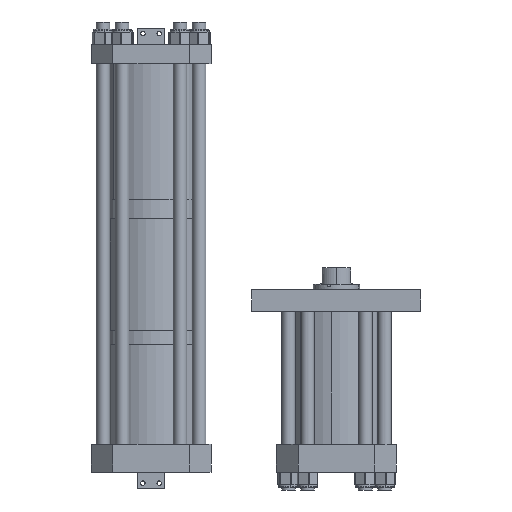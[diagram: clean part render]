
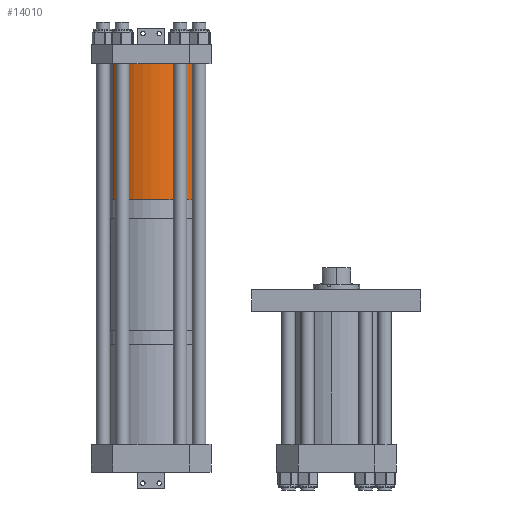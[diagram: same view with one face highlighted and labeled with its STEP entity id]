
A CAD part, front view. The second image highlights one B-rep face of the part: STEP entity #14010.
In plain terms, the highlighted cylindrical face has radius 114.3 mm (diameter 228.6 mm), a partial arc.
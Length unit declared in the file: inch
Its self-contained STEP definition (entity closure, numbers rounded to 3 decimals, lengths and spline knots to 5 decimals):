
#299 = CARTESIAN_POINT ( 'NONE',  ( 0., 0., 12.49 ) ) ;
#335 = DIRECTION ( 'NONE',  ( 0., 0., 1. ) ) ;
#502 = ORIENTED_EDGE ( 'NONE', *, *, #16286, .T. ) ;
#1210 = VECTOR ( 'NONE', #2882, 39.37008 ) ;
#1395 = VERTEX_POINT ( 'NONE', #9226 ) ;
#1669 = CARTESIAN_POINT ( 'NONE',  ( 0., 0., 0. ) ) ;
#1695 = DIRECTION ( 'NONE',  ( -1., 0., 0. ) ) ;
#1697 = AXIS2_PLACEMENT_3D ( 'NONE', #1669, #335, #5816 ) ;
#2217 = ORIENTED_EDGE ( 'NONE', *, *, #12241, .T. ) ;
#2825 = ORIENTED_EDGE ( 'NONE', *, *, #4076, .F. ) ;
#2882 = DIRECTION ( 'NONE',  ( 0., 0., -1. ) ) ;
#3514 = DIRECTION ( 'NONE',  ( 1., 0., 0. ) ) ;
#4076 = EDGE_CURVE ( 'NONE', #1395, #17733, #4594, .T. ) ;
#4479 = FACE_OUTER_BOUND ( 'NONE', #10903, .T. ) ;
#4594 = CIRCLE ( 'NONE', #6169, 4.5 ) ;
#5006 = CARTESIAN_POINT ( 'NONE',  ( -4.5, 0., 12.49 ) ) ;
#5816 = DIRECTION ( 'NONE',  ( 1., 0., 0. ) ) ;
#5827 = VERTEX_POINT ( 'NONE', #13886 ) ;
#6169 = AXIS2_PLACEMENT_3D ( 'NONE', #10746, #9174, #3514 ) ;
#7912 = VERTEX_POINT ( 'NONE', #13960 ) ;
#8472 = CARTESIAN_POINT ( 'NONE',  ( 4.5, 0., 12.49 ) ) ;
#9174 = DIRECTION ( 'NONE',  ( 0., 0., 1. ) ) ;
#9195 = LINE ( 'NONE', #10687, #12038 ) ;
#9226 = CARTESIAN_POINT ( 'NONE',  ( 4.5, 0., 12.49 ) ) ;
#10687 = CARTESIAN_POINT ( 'NONE',  ( -4.5, 0., 12.49 ) ) ;
#10744 = DIRECTION ( 'NONE',  ( 0., 0., -1. ) ) ;
#10746 = CARTESIAN_POINT ( 'NONE',  ( 0., 0., 12.49 ) ) ;
#10903 = EDGE_LOOP ( 'NONE', ( #2825, #502, #2217, #13132 ) ) ;
#11018 = AXIS2_PLACEMENT_3D ( 'NONE', #299, #12734, #1695 ) ;
#12038 = VECTOR ( 'NONE', #10744, 39.37008 ) ;
#12241 = EDGE_CURVE ( 'NONE', #5827, #7912, #16287, .T. ) ;
#12734 = DIRECTION ( 'NONE',  ( 0., 0., -1. ) ) ;
#13132 = ORIENTED_EDGE ( 'NONE', *, *, #17122, .F. ) ;
#13373 = LINE ( 'NONE', #8472, #1210 ) ;
#13886 = CARTESIAN_POINT ( 'NONE',  ( 4.5, 0., 0. ) ) ;
#13960 = CARTESIAN_POINT ( 'NONE',  ( -4.5, 0., 0. ) ) ;
#14010 = ADVANCED_FACE ( 'NONE', ( #4479 ), #15796, .T. ) ;
#15796 = CYLINDRICAL_SURFACE ( 'NONE', #11018, 4.5 ) ;
#16286 = EDGE_CURVE ( 'NONE', #1395, #5827, #13373, .T. ) ;
#16287 = CIRCLE ( 'NONE', #1697, 4.5 ) ;
#17122 = EDGE_CURVE ( 'NONE', #17733, #7912, #9195, .T. ) ;
#17733 = VERTEX_POINT ( 'NONE', #5006 ) ;
